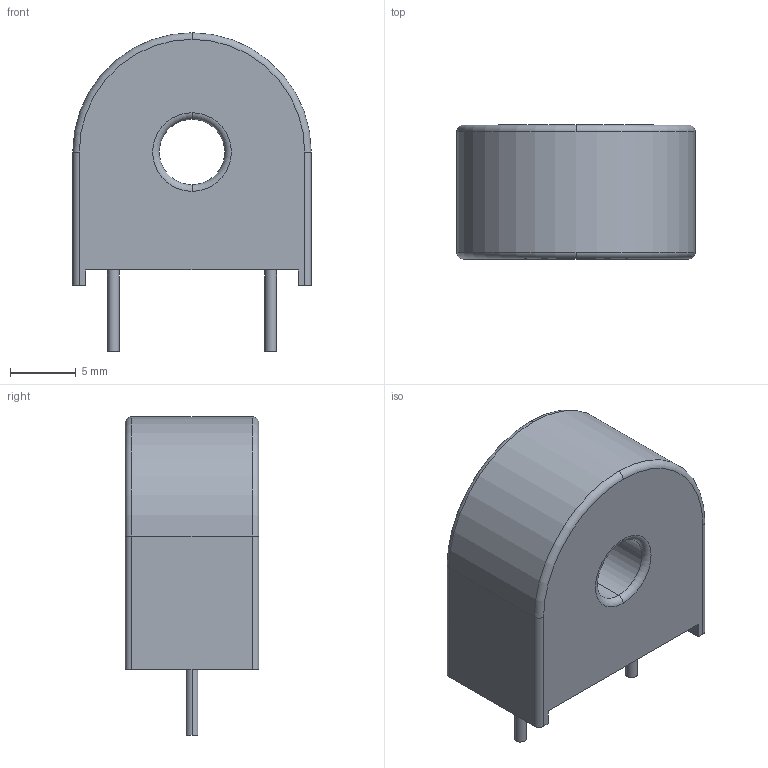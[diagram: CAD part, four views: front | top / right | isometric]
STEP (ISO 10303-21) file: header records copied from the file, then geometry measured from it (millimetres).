
FILE_DESCRIPTION (( 'STEP AP214' ), '1' );
FILE_NAME ('IND-TH_L18.2-W10.2-P12.00-D0.9.STEP', '2023-08-11T09:50:27', ( '' ), ( '' ), 'SwSTEP 2.0', 'SolidWorks 2020', '' );
FILE_SCHEMA (( 'AUTOMOTIVE_DESIGN' ));
Length unit declared in the file: millimetre
Products named in the file (1): IND-TH_L18.2-W10.2-P12.00-D0.9
Bounding box: 18.2 x 10.2 x 24.3 mm (x, y, z)
Volume: 2822.7 mm3; surface area: 1430.5 mm2
Topology: 1 solids, 1 shells, 254 faces, 685 edges, 454 vertices
Faces by surface type: plane 137, bspline 98, cylinder 11, torus 8
Entity records: 11267 total; most frequent: CARTESIAN_POINT 2700, ORIENTED_EDGE 1370, DIRECTION 837, EDGE_CURVE 685, VERTEX_POINT 454, VECTOR 447, LINE 447, EDGE_LOOP 277
